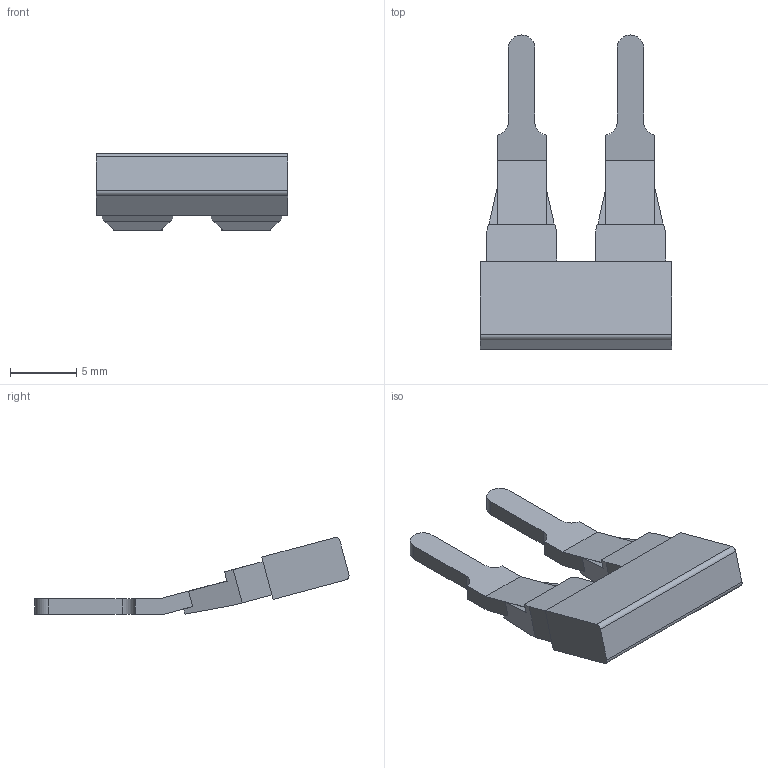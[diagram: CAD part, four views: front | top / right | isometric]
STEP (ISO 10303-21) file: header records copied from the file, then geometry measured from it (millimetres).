
FILE_DESCRIPTION(('Creo Elements/Direct Modeling STEP Export'),'2;1');
FILE_NAME('model.stp','2020-09-23T 0:12:44',(''),(''),'Creo Elements/Direct Modeling STEP processor for AP214 (Solid Model)','Creo Elements/Direct Modeling 20.1A 29-Sep-2018 (C) Parametric Technology GmbH','');
FILE_SCHEMA(('AUTOMOTIVE_DESIGN { 1 0 10303 214 1 1 1 1 }'));
Length unit declared in the file: millimetre
Products named in the file (2): EBS_2_8-select
Assembly tree (1 placements, depth 2):
  EBS_2_8-select
    EBS_2_8-select
Bounding box: 14.4 x 23.67 x 5.8 mm (x, y, z)
Volume: 489.2 mm3; surface area: 640 mm2
Topology: 1 solids, 1 shells, 52 faces, 144 edges, 96 vertices
Faces by surface type: plane 44, cylinder 8
Entity records: 2090 total; most frequent: CARTESIAN_POINT 291, ORIENTED_EDGE 288, DIRECTION 262, EDGE_CURVE 144, VECTOR 128, LINE 128, VERTEX_POINT 96, AXIS2_PLACEMENT_3D 67
